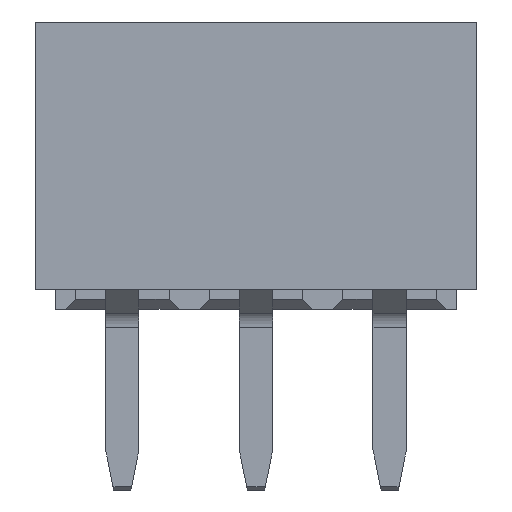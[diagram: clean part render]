
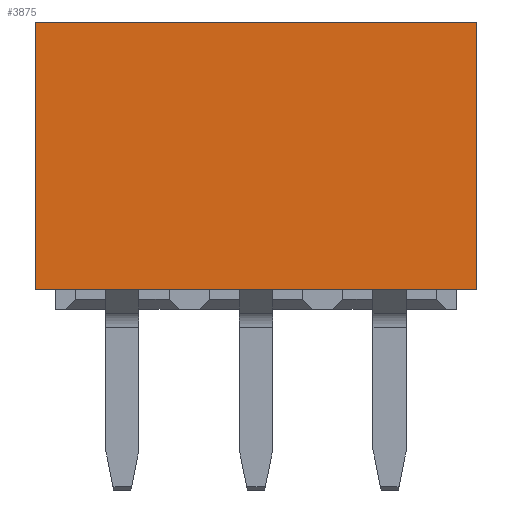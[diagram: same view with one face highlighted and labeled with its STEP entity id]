
A CAD part, front view. The second image highlights one B-rep face of the part: STEP entity #3875.
In plain terms, the highlighted planar face has unit normal (0, -1, 0).
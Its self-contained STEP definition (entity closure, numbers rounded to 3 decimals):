
#290=ORIENTED_EDGE('',*,*,#1417,.F.);
#291=ORIENTED_EDGE('',*,*,#1422,.T.);
#292=ORIENTED_EDGE('',*,*,#1421,.F.);
#293=ORIENTED_EDGE('',*,*,#1331,.F.);
#1331=EDGE_CURVE('',#1901,#1902,#2259,.T.);
#1417=EDGE_CURVE('',#1981,#1901,#2345,.T.);
#1421=EDGE_CURVE('',#1902,#1982,#2349,.T.);
#1422=EDGE_CURVE('',#1981,#1982,#2350,.T.);
#1901=VERTEX_POINT('',#5513);
#1902=VERTEX_POINT('',#5515);
#1981=VERTEX_POINT('',#5691);
#1982=VERTEX_POINT('',#5696);
#2259=LINE('',#5514,#2753);
#2345=LINE('',#5692,#2839);
#2349=LINE('',#5699,#2843);
#2350=LINE('',#5701,#2844);
#2753=VECTOR('',#4422,1000.);
#2839=VECTOR('',#4532,1000.);
#2843=VECTOR('',#4538,1000.);
#2844=VECTOR('',#4541,1000.);
#3246=EDGE_LOOP('',(#290,#291,#292,#293));
#3476=FACE_BOUND('',#3246,.T.);
#3700=PLANE('',#4119);
#3875=ADVANCED_FACE('',(#3476),#3700,.F.);
#4119=AXIS2_PLACEMENT_3D('',#5700,#4539,#4540);
#4422=DIRECTION('',(1.,0.,0.));
#4532=DIRECTION('',(0.,0.,1.));
#4538=DIRECTION('',(0.,0.,-1.));
#4539=DIRECTION('',(0.,1.,0.));
#4540=DIRECTION('',(0.,0.,1.));
#4541=DIRECTION('',(1.,0.,0.));
#5513=CARTESIAN_POINT('',(-3.3,-2.,2.15));
#5514=CARTESIAN_POINT('',(-3.3,-2.,2.15));
#5515=CARTESIAN_POINT('',(3.3,-2.,2.15));
#5691=CARTESIAN_POINT('',(-3.3,-2.,-1.85));
#5692=CARTESIAN_POINT('',(-3.3,-2.,-2.15));
#5696=CARTESIAN_POINT('',(3.3,-2.,-1.85));
#5699=CARTESIAN_POINT('',(3.3,-2.,2.15));
#5700=CARTESIAN_POINT('',(0.,-2.,0.));
#5701=CARTESIAN_POINT('',(-3.3,-2.,-1.85));
